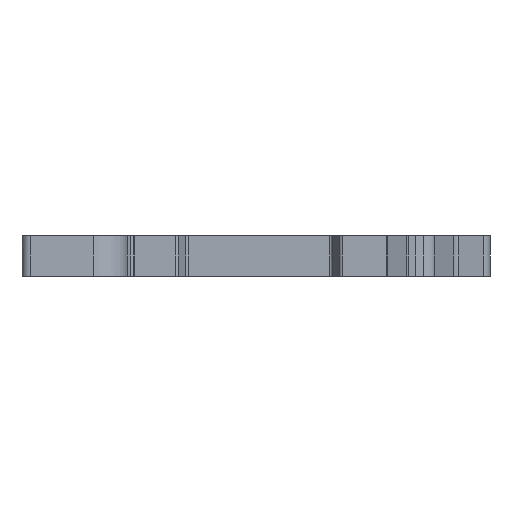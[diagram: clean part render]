
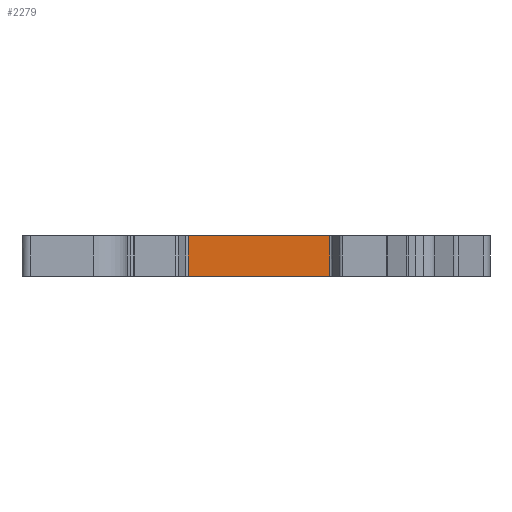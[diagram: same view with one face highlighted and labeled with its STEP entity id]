
A CAD part, front view. The second image highlights one B-rep face of the part: STEP entity #2279.
In plain terms, the highlighted planar face has unit normal (0, -1, 0).
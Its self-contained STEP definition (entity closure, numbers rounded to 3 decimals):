
#110 = ORIENTED_EDGE ( 'NONE', *, *, #10033, .F. ) ;
#120 = DIRECTION ( 'NONE',  ( 1., 0., 0. ) ) ;
#241 = CARTESIAN_POINT ( 'NONE',  ( -0.368, 0., 5. ) ) ;
#490 = ORIENTED_EDGE ( 'NONE', *, *, #2897, .T. ) ;
#529 = CARTESIAN_POINT ( 'NONE',  ( -8.746, 0., 5. ) ) ;
#658 = VECTOR ( 'NONE', #1617, 1000. ) ;
#1304 = VECTOR ( 'NONE', #9783, 1000. ) ;
#1366 = CARTESIAN_POINT ( 'NONE',  ( -8.746, 0., 5. ) ) ;
#1545 = VERTEX_POINT ( 'NONE', #7820 ) ;
#1617 = DIRECTION ( 'NONE',  ( 0., 0., -1. ) ) ;
#1650 = CARTESIAN_POINT ( 'NONE',  ( 8.746, 0., 5. ) ) ;
#2279 = ADVANCED_FACE ( 'NONE', ( #6206 ), #6762, .F. ) ;
#2897 = EDGE_CURVE ( 'NONE', #6046, #10472, #6294, .T. ) ;
#3163 = EDGE_CURVE ( 'NONE', #6046, #7185, #7123, .T. ) ;
#4602 = CARTESIAN_POINT ( 'NONE',  ( -0.368, 0., 5. ) ) ;
#4638 = LINE ( 'NONE', #241, #7351 ) ;
#5574 = EDGE_CURVE ( 'NONE', #7185, #1545, #4638, .T. ) ;
#5765 = EDGE_LOOP ( 'NONE', ( #110, #8501, #10092, #490 ) ) ;
#6046 = VERTEX_POINT ( 'NONE', #10373 ) ;
#6206 = FACE_OUTER_BOUND ( 'NONE', #5765, .T. ) ;
#6265 = CARTESIAN_POINT ( 'NONE',  ( 8.746, 0., 0. ) ) ;
#6294 = LINE ( 'NONE', #9787, #1304 ) ;
#6430 = LINE ( 'NONE', #1650, #658 ) ;
#6762 = PLANE ( 'NONE',  #7865 ) ;
#7123 = LINE ( 'NONE', #1366, #7362 ) ;
#7185 = VERTEX_POINT ( 'NONE', #529 ) ;
#7351 = VECTOR ( 'NONE', #120, 1000. ) ;
#7362 = VECTOR ( 'NONE', #9182, 1000. ) ;
#7820 = CARTESIAN_POINT ( 'NONE',  ( 8.746, 0., 5. ) ) ;
#7865 = AXIS2_PLACEMENT_3D ( 'NONE', #4602, #7933, #8112 ) ;
#7933 = DIRECTION ( 'NONE',  ( 0., 1., 0. ) ) ;
#8112 = DIRECTION ( 'NONE',  ( -1., 0., 0. ) ) ;
#8501 = ORIENTED_EDGE ( 'NONE', *, *, #5574, .F. ) ;
#9182 = DIRECTION ( 'NONE',  ( 0., 0., 1. ) ) ;
#9783 = DIRECTION ( 'NONE',  ( 1., 0., 0. ) ) ;
#9787 = CARTESIAN_POINT ( 'NONE',  ( -0.368, 0., 0. ) ) ;
#10033 = EDGE_CURVE ( 'NONE', #1545, #10472, #6430, .T. ) ;
#10092 = ORIENTED_EDGE ( 'NONE', *, *, #3163, .F. ) ;
#10373 = CARTESIAN_POINT ( 'NONE',  ( -8.746, 0., 0. ) ) ;
#10472 = VERTEX_POINT ( 'NONE', #6265 ) ;
